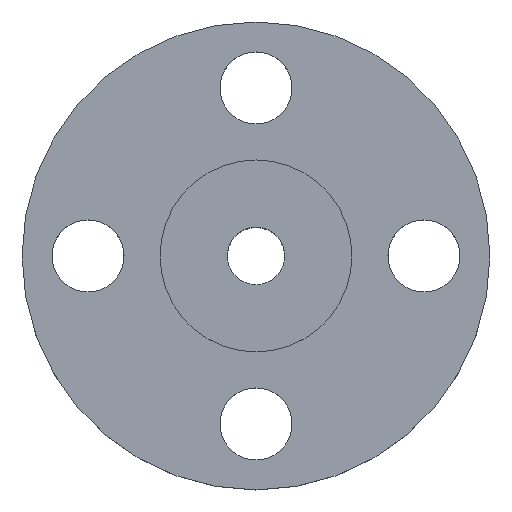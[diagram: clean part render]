
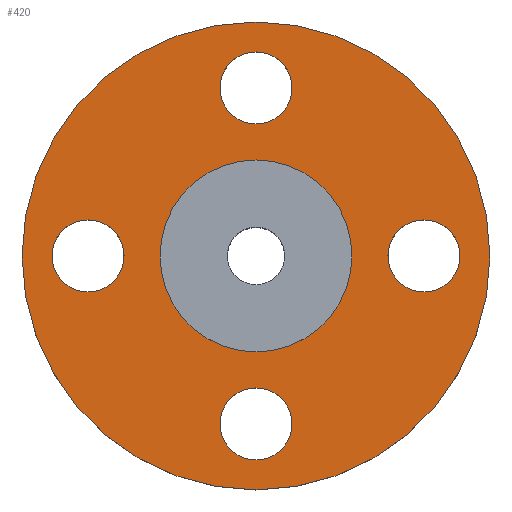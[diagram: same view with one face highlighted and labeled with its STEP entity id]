
A CAD part, top view. The second image highlights one B-rep face of the part: STEP entity #420.
In plain terms, the highlighted planar face has unit normal (0, 0, 1).
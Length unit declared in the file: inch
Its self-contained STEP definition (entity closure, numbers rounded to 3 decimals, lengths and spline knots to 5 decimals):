
#2 = DIRECTION ( 'NONE',  ( 1., 0., 0. ) ) ;
#9 = EDGE_CURVE ( 'NONE', #644, #830, #613, .T. ) ;
#15 = AXIS2_PLACEMENT_3D ( 'NONE', #23, #364, #447 ) ;
#20 = EDGE_CURVE ( 'NONE', #716, #249, #679, .T. ) ;
#23 = CARTESIAN_POINT ( 'NONE',  ( 0., 0., -0.0625 ) ) ;
#26 = VERTEX_POINT ( 'NONE', #789 ) ;
#30 = CARTESIAN_POINT ( 'NONE',  ( 0., -1.75, -0.0625 ) ) ;
#33 = EDGE_CURVE ( 'NONE', #94, #293, #56, .T. ) ;
#38 = AXIS2_PLACEMENT_3D ( 'NONE', #821, #301, #356 ) ;
#54 = DIRECTION ( 'NONE',  ( -1., 0., 0. ) ) ;
#56 = CIRCLE ( 'NONE', #223, 0.375 ) ;
#58 = CARTESIAN_POINT ( 'NONE',  ( 0.375, -1.75, -0.0625 ) ) ;
#70 = ORIENTED_EDGE ( 'NONE', *, *, #814, .F. ) ;
#72 = DIRECTION ( 'NONE',  ( 0., -1., 0. ) ) ;
#80 = ORIENTED_EDGE ( 'NONE', *, *, #269, .F. ) ;
#87 = EDGE_CURVE ( 'NONE', #114, #325, #384, .T. ) ;
#89 = CARTESIAN_POINT ( 'NONE',  ( -0.375, 1.75, -0.0625 ) ) ;
#94 = VERTEX_POINT ( 'NONE', #415 ) ;
#111 = DIRECTION ( 'NONE',  ( 1., 0., 0. ) ) ;
#114 = VERTEX_POINT ( 'NONE', #351 ) ;
#116 = FACE_BOUND ( 'NONE', #484, .T. ) ;
#120 = DIRECTION ( 'NONE',  ( 0., 0., 1. ) ) ;
#121 = FACE_BOUND ( 'NONE', #491, .T. ) ;
#129 = CARTESIAN_POINT ( 'NONE',  ( 1.375, 0., -0.0625 ) ) ;
#132 = DIRECTION ( 'NONE',  ( 0., 0., -1. ) ) ;
#135 = EDGE_LOOP ( 'NONE', ( #429, #244 ) ) ;
#170 = CARTESIAN_POINT ( 'NONE',  ( 2.4375, 0., -0.0625 ) ) ;
#188 = ORIENTED_EDGE ( 'NONE', *, *, #247, .F. ) ;
#189 = CARTESIAN_POINT ( 'NONE',  ( 0., 1.75, -0.0625 ) ) ;
#193 = DIRECTION ( 'NONE',  ( 0., 0., 1. ) ) ;
#219 = AXIS2_PLACEMENT_3D ( 'NONE', #30, #832, #575 ) ;
#220 = AXIS2_PLACEMENT_3D ( 'NONE', #602, #539, #72 ) ;
#223 = AXIS2_PLACEMENT_3D ( 'NONE', #189, #120, #471 ) ;
#231 = AXIS2_PLACEMENT_3D ( 'NONE', #655, #132, #54 ) ;
#244 = ORIENTED_EDGE ( 'NONE', *, *, #623, .T. ) ;
#247 = EDGE_CURVE ( 'NONE', #26, #791, #333, .T. ) ;
#249 = VERTEX_POINT ( 'NONE', #436 ) ;
#251 = DIRECTION ( 'NONE',  ( 0., 0., 1. ) ) ;
#257 = AXIS2_PLACEMENT_3D ( 'NONE', #523, #461, #533 ) ;
#258 = ORIENTED_EDGE ( 'NONE', *, *, #9, .F. ) ;
#259 = CARTESIAN_POINT ( 'NONE',  ( 1.75, 0., -0.0625 ) ) ;
#269 = EDGE_CURVE ( 'NONE', #325, #114, #671, .T. ) ;
#270 = EDGE_LOOP ( 'NONE', ( #188, #70 ) ) ;
#276 = DIRECTION ( 'NONE',  ( 0., 0., 1. ) ) ;
#293 = VERTEX_POINT ( 'NONE', #89 ) ;
#299 = AXIS2_PLACEMENT_3D ( 'NONE', #710, #327, #576 ) ;
#301 = DIRECTION ( 'NONE',  ( 0., 0., 1. ) ) ;
#302 = EDGE_LOOP ( 'NONE', ( #80, #570 ) ) ;
#305 = CIRCLE ( 'NONE', #220, 0.375 ) ;
#309 = CARTESIAN_POINT ( 'NONE',  ( 0., 0., -0.0625 ) ) ;
#325 = VERTEX_POINT ( 'NONE', #58 ) ;
#327 = DIRECTION ( 'NONE',  ( 0., 0., 1. ) ) ;
#333 = CIRCLE ( 'NONE', #15, 1. ) ;
#338 = AXIS2_PLACEMENT_3D ( 'NONE', #403, #276, #675 ) ;
#351 = CARTESIAN_POINT ( 'NONE',  ( -0.375, -1.75, -0.0625 ) ) ;
#356 = DIRECTION ( 'NONE',  ( 1., 0., 0. ) ) ;
#364 = DIRECTION ( 'NONE',  ( 0., 0., 1. ) ) ;
#384 = CIRCLE ( 'NONE', #338, 0.375 ) ;
#392 = FACE_BOUND ( 'NONE', #302, .T. ) ;
#396 = EDGE_CURVE ( 'NONE', #664, #684, #705, .T. ) ;
#403 = CARTESIAN_POINT ( 'NONE',  ( 0., -1.75, -0.0625 ) ) ;
#415 = CARTESIAN_POINT ( 'NONE',  ( 0.375, 1.75, -0.0625 ) ) ;
#420 = ADVANCED_FACE ( 'NONE', ( #121, #658, #392, #116, #459, #726 ), #524, .F. ) ;
#426 = CARTESIAN_POINT ( 'NONE',  ( -1.375, 0., -0.0625 ) ) ;
#429 = ORIENTED_EDGE ( 'NONE', *, *, #396, .T. ) ;
#436 = CARTESIAN_POINT ( 'NONE',  ( -2.125, 0., -0.0625 ) ) ;
#447 = DIRECTION ( 'NONE',  ( 1., 0., 0. ) ) ;
#457 = AXIS2_PLACEMENT_3D ( 'NONE', #309, #606, #2 ) ;
#459 = FACE_BOUND ( 'NONE', #270, .T. ) ;
#461 = DIRECTION ( 'NONE',  ( 0., 0., 1. ) ) ;
#471 = DIRECTION ( 'NONE',  ( 0., -1., 0. ) ) ;
#476 = ORIENTED_EDGE ( 'NONE', *, *, #20, .F. ) ;
#484 = EDGE_LOOP ( 'NONE', ( #476, #657 ) ) ;
#491 = EDGE_LOOP ( 'NONE', ( #642, #619 ) ) ;
#509 = CARTESIAN_POINT ( 'NONE',  ( -1., 0., -0.0625 ) ) ;
#521 = EDGE_CURVE ( 'NONE', #293, #94, #305, .T. ) ;
#522 = AXIS2_PLACEMENT_3D ( 'NONE', #259, #193, #717 ) ;
#523 = CARTESIAN_POINT ( 'NONE',  ( -1.75, 0., -0.0625 ) ) ;
#524 = PLANE ( 'NONE',  #231 ) ;
#533 = DIRECTION ( 'NONE',  ( 1., 0., 0. ) ) ;
#539 = DIRECTION ( 'NONE',  ( 0., 0., 1. ) ) ;
#567 = ORIENTED_EDGE ( 'NONE', *, *, #820, .F. ) ;
#570 = ORIENTED_EDGE ( 'NONE', *, *, #87, .F. ) ;
#575 = DIRECTION ( 'NONE',  ( 0., 1., 0. ) ) ;
#576 = DIRECTION ( 'NONE',  ( -1., 0., 0. ) ) ;
#578 = AXIS2_PLACEMENT_3D ( 'NONE', #586, #251, #111 ) ;
#585 = CARTESIAN_POINT ( 'NONE',  ( 0., 0., -0.0625 ) ) ;
#586 = CARTESIAN_POINT ( 'NONE',  ( -1.75, 0., -0.0625 ) ) ;
#600 = CIRCLE ( 'NONE', #457, 1. ) ;
#602 = CARTESIAN_POINT ( 'NONE',  ( 0., 1.75, -0.0625 ) ) ;
#606 = DIRECTION ( 'NONE',  ( 0., 0., 1. ) ) ;
#609 = AXIS2_PLACEMENT_3D ( 'NONE', #585, #714, #850 ) ;
#613 = CIRCLE ( 'NONE', #522, 0.375 ) ;
#619 = ORIENTED_EDGE ( 'NONE', *, *, #521, .F. ) ;
#623 = EDGE_CURVE ( 'NONE', #684, #664, #774, .T. ) ;
#642 = ORIENTED_EDGE ( 'NONE', *, *, #33, .F. ) ;
#644 = VERTEX_POINT ( 'NONE', #749 ) ;
#655 = CARTESIAN_POINT ( 'NONE',  ( 0., 1., -0.0625 ) ) ;
#657 = ORIENTED_EDGE ( 'NONE', *, *, #848, .F. ) ;
#658 = FACE_BOUND ( 'NONE', #778, .T. ) ;
#664 = VERTEX_POINT ( 'NONE', #170 ) ;
#671 = CIRCLE ( 'NONE', #219, 0.375 ) ;
#675 = DIRECTION ( 'NONE',  ( 0., 1., 0. ) ) ;
#679 = CIRCLE ( 'NONE', #257, 0.375 ) ;
#684 = VERTEX_POINT ( 'NONE', #810 ) ;
#705 = CIRCLE ( 'NONE', #609, 2.4375 ) ;
#710 = CARTESIAN_POINT ( 'NONE',  ( 1.75, 0., -0.0625 ) ) ;
#714 = DIRECTION ( 'NONE',  ( 0., 0., 1. ) ) ;
#716 = VERTEX_POINT ( 'NONE', #426 ) ;
#717 = DIRECTION ( 'NONE',  ( -1., 0., 0. ) ) ;
#726 = FACE_OUTER_BOUND ( 'NONE', #135, .T. ) ;
#749 = CARTESIAN_POINT ( 'NONE',  ( 2.125, 0., -0.0625 ) ) ;
#766 = CIRCLE ( 'NONE', #299, 0.375 ) ;
#774 = CIRCLE ( 'NONE', #38, 2.4375 ) ;
#778 = EDGE_LOOP ( 'NONE', ( #258, #567 ) ) ;
#782 = CIRCLE ( 'NONE', #578, 0.375 ) ;
#789 = CARTESIAN_POINT ( 'NONE',  ( 1., 0., -0.0625 ) ) ;
#791 = VERTEX_POINT ( 'NONE', #509 ) ;
#810 = CARTESIAN_POINT ( 'NONE',  ( -2.4375, 0., -0.0625 ) ) ;
#814 = EDGE_CURVE ( 'NONE', #791, #26, #600, .T. ) ;
#820 = EDGE_CURVE ( 'NONE', #830, #644, #766, .T. ) ;
#821 = CARTESIAN_POINT ( 'NONE',  ( 0., 0., -0.0625 ) ) ;
#830 = VERTEX_POINT ( 'NONE', #129 ) ;
#832 = DIRECTION ( 'NONE',  ( 0., 0., 1. ) ) ;
#848 = EDGE_CURVE ( 'NONE', #249, #716, #782, .T. ) ;
#850 = DIRECTION ( 'NONE',  ( 1., 0., 0. ) ) ;
